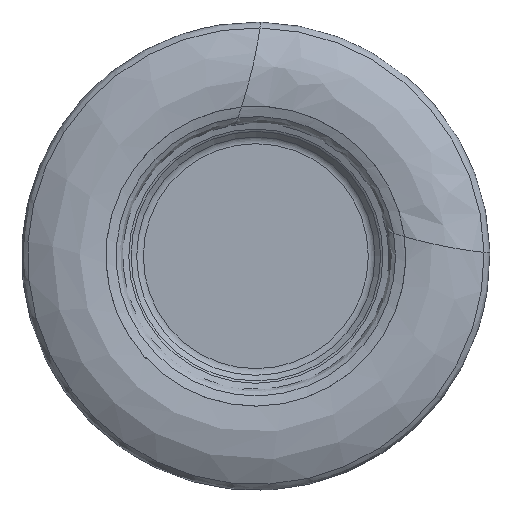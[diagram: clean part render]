
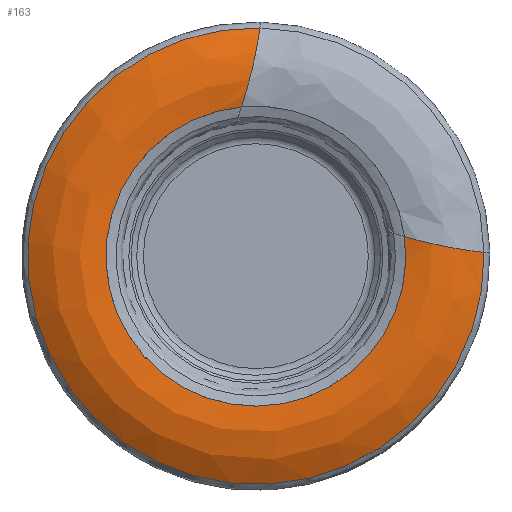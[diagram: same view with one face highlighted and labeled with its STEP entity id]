
A CAD part, left-side view. The second image highlights one B-rep face of the part: STEP entity #163.
In plain terms, the highlighted free-form (B-spline) face has degree [3, 3] with [4, 7] control points.
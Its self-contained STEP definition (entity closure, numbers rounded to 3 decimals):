
#79=(
BOUNDED_SURFACE()
B_SPLINE_SURFACE(3,3,((#959,#960,#961,#962,#963,#964,#965),(#966,#967,#968,
#969,#970,#971,#972),(#973,#974,#975,#976,#977,#978,#979),(#980,#981,#982,
#983,#984,#985,#986)),.UNSPECIFIED.,.F.,.F.,.F.)
B_SPLINE_SURFACE_WITH_KNOTS((4,4),(4,3,4),(0.,1.),(0.,0.5,1.),
 .UNSPECIFIED.)
GEOMETRIC_REPRESENTATION_ITEM()
RATIONAL_B_SPLINE_SURFACE(((1.,0.583,0.583,1.,0.583,
0.583,1.),(0.932,0.543,0.543,
0.932,0.543,0.543,0.932),
(0.932,0.543,0.543,0.932,
0.543,0.543,0.932),(1.,0.583,
0.583,1.,0.583,0.583,1.)))
REPRESENTATION_ITEM('')
SURFACE()
);
#117=FACE_OUTER_BOUND('',#248,.T.);
#163=ADVANCED_FACE('',(#117),#79,.F.);
#248=EDGE_LOOP('',(#310,#311,#312,#313));
#310=ORIENTED_EDGE('',*,*,#492,.F.);
#311=ORIENTED_EDGE('',*,*,#493,.T.);
#312=ORIENTED_EDGE('',*,*,#490,.T.);
#313=ORIENTED_EDGE('',*,*,#494,.T.);
#443=VERTEX_POINT('',#924);
#445=VERTEX_POINT('',#928);
#446=VERTEX_POINT('',#955);
#447=VERTEX_POINT('',#956);
#490=EDGE_CURVE('',#445,#443,#564,.T.);
#492=EDGE_CURVE('',#446,#447,#566,.T.);
#493=EDGE_CURVE('',#446,#445,#567,.T.);
#494=EDGE_CURVE('',#443,#447,#568,.T.);
#564=CIRCLE('',#641,12.806);
#566=CIRCLE('',#643,19.491);
#567=CIRCLE('',#644,8.);
#568=CIRCLE('',#645,8.);
#641=AXIS2_PLACEMENT_3D('',#938,#747,#748);
#643=AXIS2_PLACEMENT_3D('',#954,#751,#752);
#644=AXIS2_PLACEMENT_3D('',#957,#753,#754);
#645=AXIS2_PLACEMENT_3D('',#958,#755,#756);
#747=DIRECTION('',(1.,0.,0.));
#748=DIRECTION('',(0.,-0.992,0.13));
#751=DIRECTION('',(1.,0.,0.));
#752=DIRECTION('',(0.,-1.,0.017));
#753=DIRECTION('',(0.174,0.222,-0.96));
#754=DIRECTION('',(0.,-0.974,-0.225));
#755=DIRECTION('',(-0.174,0.951,0.255));
#756=DIRECTION('',(0.,-0.259,0.966));
#924=CARTESIAN_POINT('',(0.213,1.218,12.748));
#928=CARTESIAN_POINT('',(0.213,-12.698,1.664));
#938=CARTESIAN_POINT('',(0.213,0.,0.));
#954=CARTESIAN_POINT('',(1.495,0.,0.));
#955=CARTESIAN_POINT('',(1.495,-19.488,0.329));
#956=CARTESIAN_POINT('',(1.495,-0.355,19.488));
#957=CARTESIAN_POINT('',(7.807,-15.074,2.49));
#958=CARTESIAN_POINT('',(7.807,1.96,15.152));
#959=CARTESIAN_POINT('',(0.213,-12.698,1.664));
#960=CARTESIAN_POINT('',(0.213,-14.462,-11.798));
#961=CARTESIAN_POINT('',(0.213,-2.641,-18.476));
#962=CARTESIAN_POINT('',(0.213,7.979,-10.017));
#963=CARTESIAN_POINT('',(0.213,18.599,-1.558));
#964=CARTESIAN_POINT('',(0.213,14.733,11.457));
#965=CARTESIAN_POINT('',(0.213,1.218,12.748));
#966=CARTESIAN_POINT('',(-0.447,-15.036,1.005));
#967=CARTESIAN_POINT('',(-0.447,-16.101,-14.935));
#968=CARTESIAN_POINT('',(-0.447,-1.72,-21.894));
#969=CARTESIAN_POINT('',(-0.447,10.118,-11.167));
#970=CARTESIAN_POINT('',(-0.447,21.957,-0.439));
#971=CARTESIAN_POINT('',(-0.447,16.445,14.556));
#972=CARTESIAN_POINT('',(-0.447,0.477,15.062));
#973=CARTESIAN_POINT('',(0.011,-17.464,0.527));
#974=CARTESIAN_POINT('',(0.011,-18.023,-17.988));
#975=CARTESIAN_POINT('',(0.011,-1.065,-25.441));
#976=CARTESIAN_POINT('',(0.011,12.197,-12.51));
#977=CARTESIAN_POINT('',(0.011,25.46,0.421));
#978=CARTESIAN_POINT('',(0.011,18.438,17.562));
#979=CARTESIAN_POINT('',(0.011,-0.085,17.472));
#980=CARTESIAN_POINT('',(1.495,-19.488,0.329));
#981=CARTESIAN_POINT('',(1.495,-19.836,-20.332));
#982=CARTESIAN_POINT('',(1.495,-0.81,-28.394));
#983=CARTESIAN_POINT('',(1.495,13.791,-13.773));
#984=CARTESIAN_POINT('',(1.495,28.393,0.849));
#985=CARTESIAN_POINT('',(1.495,20.305,19.864));
#986=CARTESIAN_POINT('',(1.495,-0.355,19.488));
